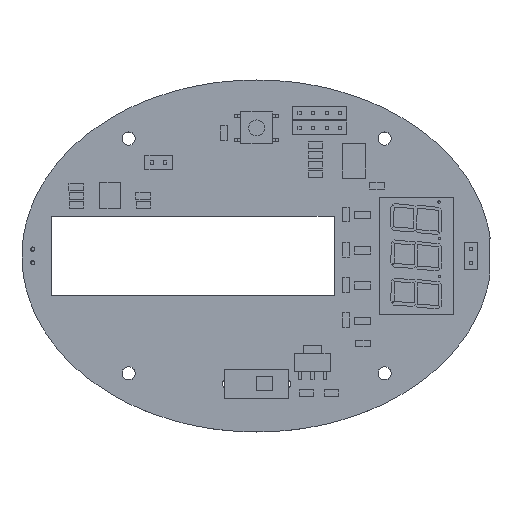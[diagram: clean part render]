
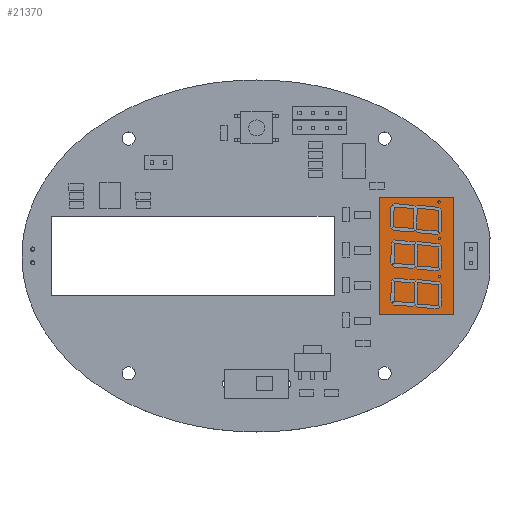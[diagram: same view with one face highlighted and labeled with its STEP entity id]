
A CAD part, top view. The second image highlights one B-rep face of the part: STEP entity #21370.
In plain terms, the highlighted planar face has unit normal (0, 0, 1).
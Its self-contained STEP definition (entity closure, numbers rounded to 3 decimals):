
#21056 = VERTEX_POINT('',#21057);
#21057 = CARTESIAN_POINT('',(-6.996,-10.986,6.2));
#21064 = PLANE('',#21065);
#21065 = AXIS2_PLACEMENT_3D('',#21066,#21067,#21068);
#21066 = CARTESIAN_POINT('',(-6.996,-10.986,0.));
#21067 = DIRECTION('',(-1.,0.,0.));
#21068 = DIRECTION('',(0.,1.,0.));
#21076 = PLANE('',#21077);
#21077 = AXIS2_PLACEMENT_3D('',#21078,#21079,#21080);
#21078 = CARTESIAN_POINT('',(6.996,-10.986,0.));
#21079 = DIRECTION('',(0.,-1.,0.));
#21080 = DIRECTION('',(-1.,0.,0.));
#21088 = EDGE_CURVE('',#21056,#21089,#21091,.T.);
#21089 = VERTEX_POINT('',#21090);
#21090 = CARTESIAN_POINT('',(-6.996,10.986,6.2));
#21091 = SURFACE_CURVE('',#21092,(#21096,#21103),.PCURVE_S1.);
#21092 = LINE('',#21093,#21094);
#21093 = CARTESIAN_POINT('',(-6.996,-10.986,6.2));
#21094 = VECTOR('',#21095,1.);
#21095 = DIRECTION('',(0.,1.,0.));
#21096 = PCURVE('',#21064,#21097);
#21097 = DEFINITIONAL_REPRESENTATION('',(#21098),#21102);
#21098 = LINE('',#21099,#21100);
#21099 = CARTESIAN_POINT('',(0.,-6.2));
#21100 = VECTOR('',#21101,1.);
#21101 = DIRECTION('',(1.,0.));
#21102 = ( GEOMETRIC_REPRESENTATION_CONTEXT(2) 
PARAMETRIC_REPRESENTATION_CONTEXT() REPRESENTATION_CONTEXT('2D SPACE',''
  ) );
#21103 = PCURVE('',#21104,#21109);
#21104 = PLANE('',#21105);
#21105 = AXIS2_PLACEMENT_3D('',#21106,#21107,#21108);
#21106 = CARTESIAN_POINT('',(-6.996,-10.986,6.2));
#21107 = DIRECTION('',(0.,0.,1.));
#21108 = DIRECTION('',(1.,0.,0.));
#21109 = DEFINITIONAL_REPRESENTATION('',(#21110),#21114);
#21110 = LINE('',#21111,#21112);
#21111 = CARTESIAN_POINT('',(0.,0.));
#21112 = VECTOR('',#21113,1.);
#21113 = DIRECTION('',(0.,1.));
#21114 = ( GEOMETRIC_REPRESENTATION_CONTEXT(2) 
PARAMETRIC_REPRESENTATION_CONTEXT() REPRESENTATION_CONTEXT('2D SPACE',''
  ) );
#21132 = PLANE('',#21133);
#21133 = AXIS2_PLACEMENT_3D('',#21134,#21135,#21136);
#21134 = CARTESIAN_POINT('',(-6.996,10.986,0.));
#21135 = DIRECTION('',(0.,1.,0.));
#21136 = DIRECTION('',(1.,0.,0.));
#21174 = EDGE_CURVE('',#21089,#21175,#21177,.T.);
#21175 = VERTEX_POINT('',#21176);
#21176 = CARTESIAN_POINT('',(6.996,10.986,6.2));
#21177 = SURFACE_CURVE('',#21178,(#21182,#21189),.PCURVE_S1.);
#21178 = LINE('',#21179,#21180);
#21179 = CARTESIAN_POINT('',(-6.996,10.986,6.2));
#21180 = VECTOR('',#21181,1.);
#21181 = DIRECTION('',(1.,0.,0.));
#21182 = PCURVE('',#21132,#21183);
#21183 = DEFINITIONAL_REPRESENTATION('',(#21184),#21188);
#21184 = LINE('',#21185,#21186);
#21185 = CARTESIAN_POINT('',(0.,-6.2));
#21186 = VECTOR('',#21187,1.);
#21187 = DIRECTION('',(1.,0.));
#21188 = ( GEOMETRIC_REPRESENTATION_CONTEXT(2) 
PARAMETRIC_REPRESENTATION_CONTEXT() REPRESENTATION_CONTEXT('2D SPACE',''
  ) );
#21189 = PCURVE('',#21104,#21190);
#21190 = DEFINITIONAL_REPRESENTATION('',(#21191),#21195);
#21191 = LINE('',#21192,#21193);
#21192 = CARTESIAN_POINT('',(0.,21.971));
#21193 = VECTOR('',#21194,1.);
#21194 = DIRECTION('',(1.,0.));
#21195 = ( GEOMETRIC_REPRESENTATION_CONTEXT(2) 
PARAMETRIC_REPRESENTATION_CONTEXT() REPRESENTATION_CONTEXT('2D SPACE',''
  ) );
#21213 = PLANE('',#21214);
#21214 = AXIS2_PLACEMENT_3D('',#21215,#21216,#21217);
#21215 = CARTESIAN_POINT('',(6.996,10.986,0.));
#21216 = DIRECTION('',(1.,0.,0.));
#21217 = DIRECTION('',(0.,-1.,0.));
#21250 = EDGE_CURVE('',#21175,#21251,#21253,.T.);
#21251 = VERTEX_POINT('',#21252);
#21252 = CARTESIAN_POINT('',(6.996,-10.986,6.2));
#21253 = SURFACE_CURVE('',#21254,(#21258,#21265),.PCURVE_S1.);
#21254 = LINE('',#21255,#21256);
#21255 = CARTESIAN_POINT('',(6.996,10.986,6.2));
#21256 = VECTOR('',#21257,1.);
#21257 = DIRECTION('',(0.,-1.,0.));
#21258 = PCURVE('',#21213,#21259);
#21259 = DEFINITIONAL_REPRESENTATION('',(#21260),#21264);
#21260 = LINE('',#21261,#21262);
#21261 = CARTESIAN_POINT('',(0.,-6.2));
#21262 = VECTOR('',#21263,1.);
#21263 = DIRECTION('',(1.,0.));
#21264 = ( GEOMETRIC_REPRESENTATION_CONTEXT(2) 
PARAMETRIC_REPRESENTATION_CONTEXT() REPRESENTATION_CONTEXT('2D SPACE',''
  ) );
#21265 = PCURVE('',#21104,#21266);
#21266 = DEFINITIONAL_REPRESENTATION('',(#21267),#21271);
#21267 = LINE('',#21268,#21269);
#21268 = CARTESIAN_POINT('',(13.991,21.971));
#21269 = VECTOR('',#21270,1.);
#21270 = DIRECTION('',(0.,-1.));
#21271 = ( GEOMETRIC_REPRESENTATION_CONTEXT(2) 
PARAMETRIC_REPRESENTATION_CONTEXT() REPRESENTATION_CONTEXT('2D SPACE',''
  ) );
#21321 = EDGE_CURVE('',#21251,#21056,#21322,.T.);
#21322 = SURFACE_CURVE('',#21323,(#21327,#21334),.PCURVE_S1.);
#21323 = LINE('',#21324,#21325);
#21324 = CARTESIAN_POINT('',(6.996,-10.986,6.2));
#21325 = VECTOR('',#21326,1.);
#21326 = DIRECTION('',(-1.,0.,0.));
#21327 = PCURVE('',#21076,#21328);
#21328 = DEFINITIONAL_REPRESENTATION('',(#21329),#21333);
#21329 = LINE('',#21330,#21331);
#21330 = CARTESIAN_POINT('',(0.,-6.2));
#21331 = VECTOR('',#21332,1.);
#21332 = DIRECTION('',(1.,0.));
#21333 = ( GEOMETRIC_REPRESENTATION_CONTEXT(2) 
PARAMETRIC_REPRESENTATION_CONTEXT() REPRESENTATION_CONTEXT('2D SPACE',''
  ) );
#21334 = PCURVE('',#21104,#21335);
#21335 = DEFINITIONAL_REPRESENTATION('',(#21336),#21340);
#21336 = LINE('',#21337,#21338);
#21337 = CARTESIAN_POINT('',(13.991,0.));
#21338 = VECTOR('',#21339,1.);
#21339 = DIRECTION('',(-1.,0.));
#21340 = ( GEOMETRIC_REPRESENTATION_CONTEXT(2) 
PARAMETRIC_REPRESENTATION_CONTEXT() REPRESENTATION_CONTEXT('2D SPACE',''
  ) );
#21370 = ADVANCED_FACE('',(#21371),#21104,.T.);
#21371 = FACE_BOUND('',#21372,.F.);
#21372 = EDGE_LOOP('',(#21373,#21374,#21375,#21376));
#21373 = ORIENTED_EDGE('',*,*,#21088,.T.);
#21374 = ORIENTED_EDGE('',*,*,#21174,.T.);
#21375 = ORIENTED_EDGE('',*,*,#21250,.T.);
#21376 = ORIENTED_EDGE('',*,*,#21321,.T.);
